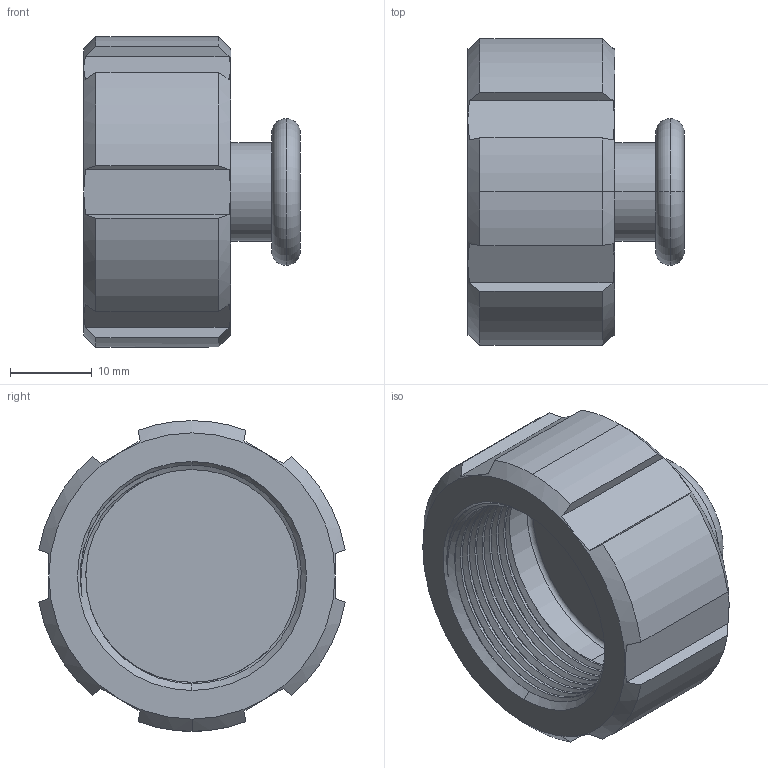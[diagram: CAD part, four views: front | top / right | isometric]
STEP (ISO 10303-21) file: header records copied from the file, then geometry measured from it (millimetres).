
FILE_DESCRIPTION (( 'STEP AP203' ), '1' );
FILE_NAME ('3D_M-2029_10_174762010.STEP', '2024-09-10T07:36:04', ( '' ), ( '' ), 'SwSTEP 2.0', 'SolidWorks 2024', '' );
FILE_SCHEMA (( 'CONFIG_CONTROL_DESIGN' ));
Length unit declared in the file: millimetre
Products named in the file (1): 3D_M-2029_10_174762010
Bounding box: 26.5 x 37.45 x 38 mm (x, y, z)
Volume: 12093.6 mm3; surface area: 6748.3 mm2
Topology: 1 solids, 1 shells, 78 faces, 199 edges, 126 vertices
Faces by surface type: cylinder 28, plane 23, cone 18, torus 6, bspline 3
Entity records: 4098 total; most frequent: CARTESIAN_POINT 2317, ORIENTED_EDGE 398, DIRECTION 315, EDGE_CURVE 199, AXIS2_PLACEMENT_3D 132, VERTEX_POINT 126, EDGE_LOOP 81, FACE_OUTER_BOUND 78
